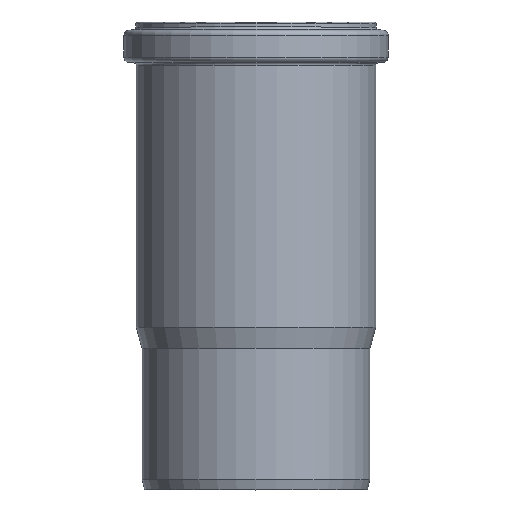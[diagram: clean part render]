
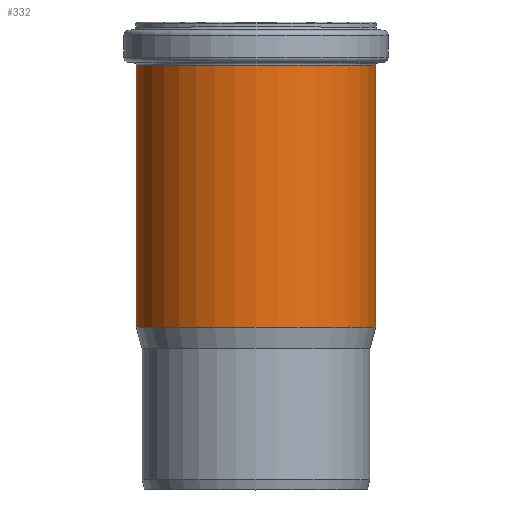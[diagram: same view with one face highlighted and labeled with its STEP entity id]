
A CAD part, top view. The second image highlights one B-rep face of the part: STEP entity #332.
In plain terms, the highlighted cylindrical face has radius 47.35 mm (diameter 94.7 mm), a full revolution.
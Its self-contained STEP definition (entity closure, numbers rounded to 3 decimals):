
#33=CYLINDRICAL_SURFACE('',#391,47.35);
#64=FACE_BOUND('',#150,.T.);
#93=FACE_OUTER_BOUND('',#149,.T.);
#149=EDGE_LOOP('',(#294));
#150=EDGE_LOOP('',(#295));
#180=CIRCLE('',#390,47.35);
#181=CIRCLE('',#392,47.35);
#209=VERTEX_POINT('',#594);
#210=VERTEX_POINT('',#597);
#238=EDGE_CURVE('',#209,#209,#180,.T.);
#239=EDGE_CURVE('',#210,#210,#181,.T.);
#294=ORIENTED_EDGE('',*,*,#238,.T.);
#295=ORIENTED_EDGE('',*,*,#239,.F.);
#332=ADVANCED_FACE('',(#93,#64),#33,.T.);
#390=AXIS2_PLACEMENT_3D('',#595,#504,#505);
#391=AXIS2_PLACEMENT_3D('',#596,#506,#507);
#392=AXIS2_PLACEMENT_3D('',#598,#508,#509);
#504=DIRECTION('center_axis',(0.,-1.,0.));
#505=DIRECTION('ref_axis',(1.,0.,0.));
#506=DIRECTION('center_axis',(0.,-1.,0.));
#507=DIRECTION('ref_axis',(1.,0.,0.));
#508=DIRECTION('center_axis',(0.,-1.,0.));
#509=DIRECTION('ref_axis',(1.,0.,0.));
#594=CARTESIAN_POINT('',(47.35,112.938,0.));
#595=CARTESIAN_POINT('Origin',(0.,112.938,0.));
#596=CARTESIAN_POINT('Origin',(0.,61.089,0.));
#597=CARTESIAN_POINT('',(47.35,9.24,0.));
#598=CARTESIAN_POINT('Origin',(0.,9.24,0.));
